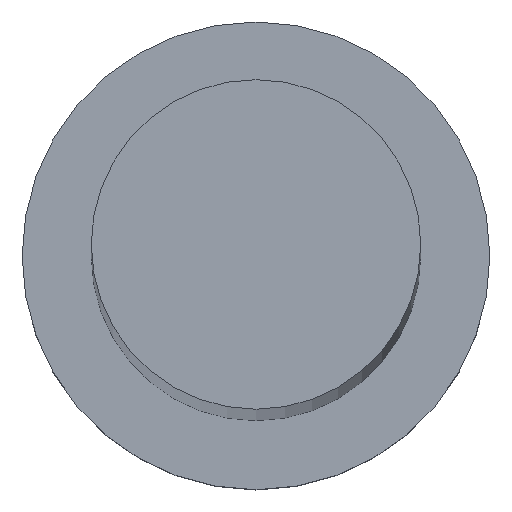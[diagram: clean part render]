
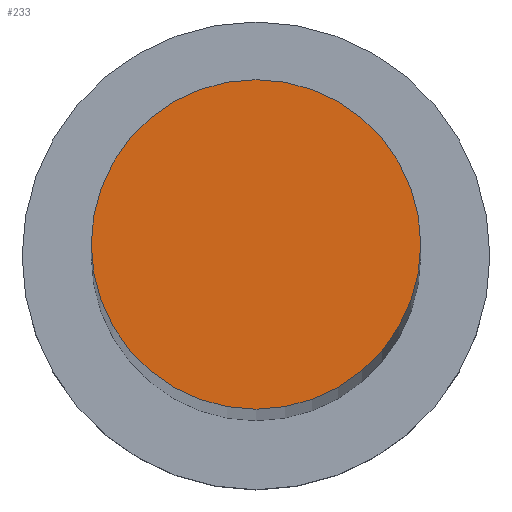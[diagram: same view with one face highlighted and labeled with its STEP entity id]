
A CAD part, top view. The second image highlights one B-rep face of the part: STEP entity #233.
In plain terms, the highlighted planar face has unit normal (0, 0, 1).
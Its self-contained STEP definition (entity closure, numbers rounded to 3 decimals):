
#4 = CIRCLE ( 'NONE', #31, 7.75 ) ;
#11 = EDGE_LOOP ( 'NONE', ( #176, #244 ) ) ;
#21 = CARTESIAN_POINT ( 'NONE',  ( 0., 0., 315. ) ) ;
#31 = AXIS2_PLACEMENT_3D ( 'NONE', #21, #102, #215 ) ;
#35 = CIRCLE ( 'NONE', #250, 7.75 ) ;
#42 = CARTESIAN_POINT ( 'NONE',  ( 0., 0., 315. ) ) ;
#76 = CARTESIAN_POINT ( 'NONE',  ( 7.75, 0., 315. ) ) ;
#94 = VERTEX_POINT ( 'NONE', #100 ) ;
#100 = CARTESIAN_POINT ( 'NONE',  ( -7.75, 0., 315. ) ) ;
#102 = DIRECTION ( 'NONE',  ( 0., 0., 1. ) ) ;
#112 = AXIS2_PLACEMENT_3D ( 'NONE', #42, #142, #200 ) ;
#121 = DIRECTION ( 'NONE',  ( 0., 0., 1. ) ) ;
#139 = VERTEX_POINT ( 'NONE', #76 ) ;
#142 = DIRECTION ( 'NONE',  ( 0., 0., 1. ) ) ;
#147 = FACE_OUTER_BOUND ( 'NONE', #11, .T. ) ;
#160 = DIRECTION ( 'NONE',  ( 1., 0., 0. ) ) ;
#176 = ORIENTED_EDGE ( 'NONE', *, *, #217, .T. ) ;
#200 = DIRECTION ( 'NONE',  ( 1., 0., 0. ) ) ;
#215 = DIRECTION ( 'NONE',  ( 1., 0., 0. ) ) ;
#217 = EDGE_CURVE ( 'NONE', #94, #139, #35, .T. ) ;
#226 = PLANE ( 'NONE',  #112 ) ;
#233 = ADVANCED_FACE ( 'NONE', ( #147 ), #226, .T. ) ;
#242 = EDGE_CURVE ( 'NONE', #139, #94, #4, .T. ) ;
#244 = ORIENTED_EDGE ( 'NONE', *, *, #242, .T. ) ;
#250 = AXIS2_PLACEMENT_3D ( 'NONE', #254, #121, #160 ) ;
#254 = CARTESIAN_POINT ( 'NONE',  ( 0., 0., 315. ) ) ;
